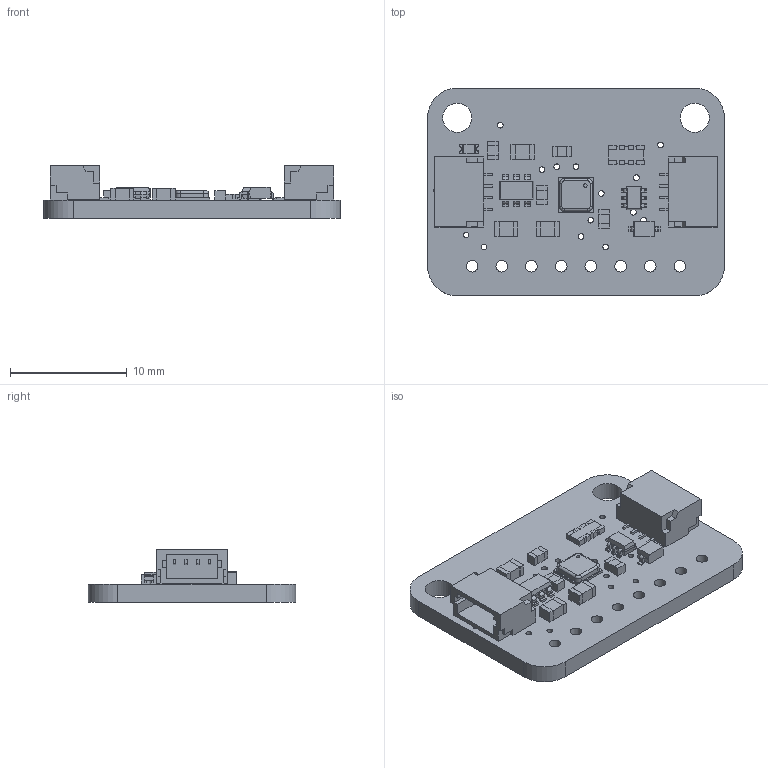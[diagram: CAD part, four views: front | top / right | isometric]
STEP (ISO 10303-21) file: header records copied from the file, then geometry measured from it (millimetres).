
FILE_DESCRIPTION(/* description */ (''),/* implementation_level */ '2;1');
FILE_NAME(/* name */ 'PCB Component.step',/* time_stamp */ '2022-12-12T16:18:29-05:00',/* author */ (''),/* organization */ (''),/* preprocessor_version */ 'ST-DEVELOPER v19.2',/* originating_system */ 'Autodesk Translation Framework v11.17.0.187',/* authorisation */ '');
FILE_SCHEMA (('AUTOMOTIVE_DESIGN { 1 0 10303 214 3 1 1 }'));
Length unit declared in the file: millimetre
Products named in the file (11): PCB Component; Board; 10uF; 10K; 10K pack; BSS138; STEMMA_I2C_QT; GREEN; 1N4148; AP7312-1833; ENS160
Assembly tree (16 placements, depth 2):
  PCB Component
    Board
    10uF  x3
    10K  x4
    10K pack
    BSS138
    STEMMA_I2C_QT  x2
    GREEN
    1N4148
    AP7312-1833
    ENS160
Bounding box: 25.4 x 17.78 x 4.53 mm (x, y, z)
Volume: 787.9 mm3; surface area: 1621.8 mm2
Topology: 30 solids, 30 shells, 804 faces, 2091 edges, 1366 vertices
Faces by surface type: plane 690, cylinder 106, bspline 8
Full cylindrical faces by diameter (mm): 0.3 x1, 0.483 x23, 1 x8, 2.5 x2
Entity records: 20462 total; most frequent: CARTESIAN_POINT 3523, ORIENTED_EDGE 3334, DIRECTION 3219, EDGE_CURVE 1667, LINE 1443, VECTOR 1443, VERTEX_POINT 1084, AXIS2_PLACEMENT_3D 888
